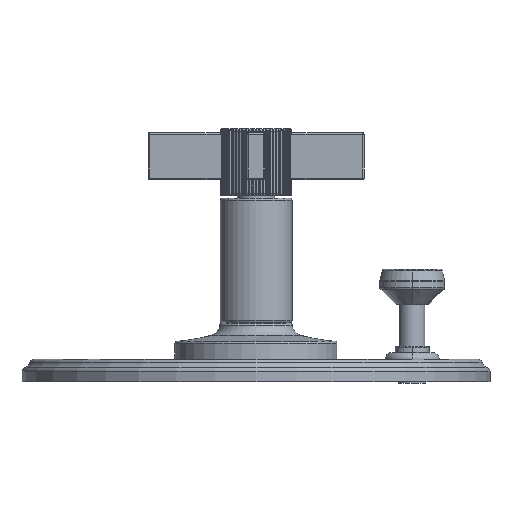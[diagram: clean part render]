
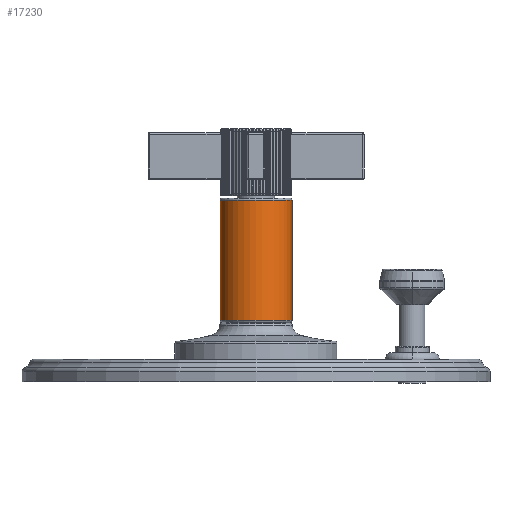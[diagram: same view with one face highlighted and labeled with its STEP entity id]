
A CAD part, left-side view. The second image highlights one B-rep face of the part: STEP entity #17230.
In plain terms, the highlighted cylindrical face has radius 12.7 mm (diameter 25.4 mm), a partial arc.
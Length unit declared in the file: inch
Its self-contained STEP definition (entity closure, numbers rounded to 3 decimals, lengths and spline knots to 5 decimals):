
#3458=DIRECTION('',(0.,0.,1.));
#3459=VECTOR('',#3458,1.67);
#3460=CARTESIAN_POINT('',(0.,-0.5,0.853));
#3461=LINE('',#3460,#3459);
#3492=CARTESIAN_POINT('',(0.,0.,2.523));
#3493=DIRECTION('',(0.,0.,1.));
#3494=DIRECTION('',(0.,1.,0.));
#3495=AXIS2_PLACEMENT_3D('',#3492,#3493,#3494);
#3497=CARTESIAN_POINT('',(0.,0.,0.853));
#3498=DIRECTION('',(0.,0.,-1.));
#3499=DIRECTION('',(0.,-1.,0.));
#3500=AXIS2_PLACEMENT_3D('',#3497,#3498,#3499);
#3502=DIRECTION('',(0.,0.,1.));
#3503=VECTOR('',#3502,1.67);
#3504=CARTESIAN_POINT('',(0.,0.5,0.853));
#3505=LINE('',#3504,#3503);
#11034=CARTESIAN_POINT('',(0.,0.5,2.523));
#11035=CARTESIAN_POINT('',(0.,-0.5,2.523));
#11036=VERTEX_POINT('',#11034);
#11037=VERTEX_POINT('',#11035);
#11042=CARTESIAN_POINT('',(0.,-0.5,0.853));
#11043=CARTESIAN_POINT('',(0.,0.5,0.853));
#11044=VERTEX_POINT('',#11042);
#11045=VERTEX_POINT('',#11043);
#17219=CARTESIAN_POINT('',(0.,0.,0.823));
#17220=DIRECTION('',(0.,0.,1.));
#17221=DIRECTION('',(0.,1.,0.));
#17222=AXIS2_PLACEMENT_3D('',#17219,#17220,#17221);
#17223=CYLINDRICAL_SURFACE('',#17222,0.5);
#17224=ORIENTED_EDGE('',*,*,#17213,.T.);
#17225=ORIENTED_EDGE('',*,*,#17169,.F.);
#17226=ORIENTED_EDGE('',*,*,#17139,.T.);
#17227=ORIENTED_EDGE('',*,*,#17166,.T.);
#17228=EDGE_LOOP('',(#17224,#17225,#17226,#17227));
#17229=FACE_OUTER_BOUND('',#17228,.F.);
#17230=ADVANCED_FACE('',(#17229),#17223,.T.);
#3496=CIRCLE('',#3495,0.5);
#3501=CIRCLE('',#3500,0.5);
#17139=EDGE_CURVE('',#11044,#11045,#3501,.T.);
#17166=EDGE_CURVE('',#11045,#11036,#3505,.T.);
#17169=EDGE_CURVE('',#11044,#11037,#3461,.T.);
#17213=EDGE_CURVE('',#11036,#11037,#3496,.T.);
